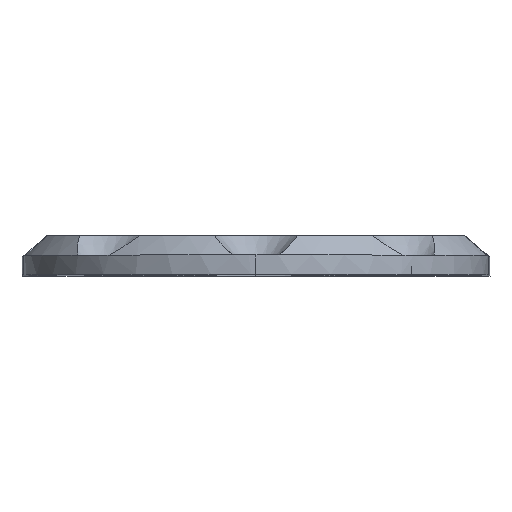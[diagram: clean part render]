
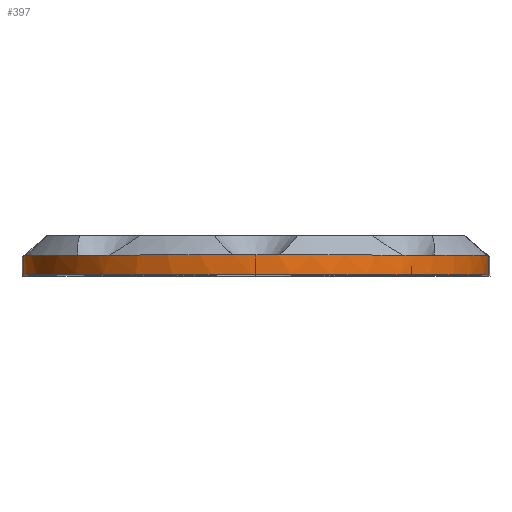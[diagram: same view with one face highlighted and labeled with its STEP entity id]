
A CAD part, top view. The second image highlights one B-rep face of the part: STEP entity #397.
In plain terms, the highlighted cylindrical face has radius 47.669 mm (diameter 95.339 mm), a partial arc.
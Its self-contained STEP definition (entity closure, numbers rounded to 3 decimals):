
#46 = DIRECTION ( 'NONE',  ( 0., 0., 1. ) ) ;
#49 = CARTESIAN_POINT ( 'NONE',  ( 13.201, 4., -9.564 ) ) ;
#76 = AXIS2_PLACEMENT_3D ( 'NONE', #4067, #2131, #200 ) ;
#150 = CARTESIAN_POINT ( 'NONE',  ( 13.201, 4., -9.564 ) ) ;
#152 = AXIS2_PLACEMENT_3D ( 'NONE', #1716, #2168, #3311 ) ;
#169 = ORIENTED_EDGE ( 'NONE', *, *, #4553, .F. ) ;
#180 = ORIENTED_EDGE ( 'NONE', *, *, #1597, .F. ) ;
#191 = EDGE_CURVE ( 'NONE', #2883, #2807, #4930, .T. ) ;
#200 = DIRECTION ( 'NONE',  ( 0., 0., 1. ) ) ;
#202 = DIRECTION ( 'NONE',  ( 0., -1., 0. ) ) ;
#224 = CARTESIAN_POINT ( 'NONE',  ( 13.201, 4., -9.564 ) ) ;
#273 = CARTESIAN_POINT ( 'NONE',  ( 13.201, 8., -9.564 ) ) ;
#275 = DIRECTION ( 'NONE',  ( 0., 0., 1. ) ) ;
#318 = EDGE_CURVE ( 'NONE', #1402, #1832, #2715, .T. ) ;
#394 = ORIENTED_EDGE ( 'NONE', *, *, #2940, .T. ) ;
#397 = ADVANCED_FACE ( 'NONE', ( #3802 ), #2227, .T. ) ;
#401 = CARTESIAN_POINT ( 'NONE',  ( -27.786, -122.043, -33.905 ) ) ;
#449 = ORIENTED_EDGE ( 'NONE', *, *, #3944, .T. ) ;
#460 = VERTEX_POINT ( 'NONE', #3346 ) ;
#505 = CARTESIAN_POINT ( 'NONE',  ( 44.942, -122.043, -45.129 ) ) ;
#545 = DIRECTION ( 'NONE',  ( 0., 1., 0. ) ) ;
#566 = ORIENTED_EDGE ( 'NONE', *, *, #318, .F. ) ;
#678 = DIRECTION ( 'NONE',  ( 0., 0., 1. ) ) ;
#680 = CARTESIAN_POINT ( 'NONE',  ( 44.942, 0., -45.129 ) ) ;
#688 = CARTESIAN_POINT ( 'NONE',  ( 13.201, 4., -9.564 ) ) ;
#761 = ORIENTED_EDGE ( 'NONE', *, *, #4782, .T. ) ;
#800 = CARTESIAN_POINT ( 'NONE',  ( 13.201, 4., -9.564 ) ) ;
#881 = CARTESIAN_POINT ( 'NONE',  ( 13.201, 0., -9.564 ) ) ;
#889 = CIRCLE ( 'NONE', #152, 47.669 ) ;
#904 = ORIENTED_EDGE ( 'NONE', *, *, #1837, .F. ) ;
#967 = CARTESIAN_POINT ( 'NONE',  ( -27.786, 0., -33.905 ) ) ;
#1019 = DIRECTION ( 'NONE',  ( 0., 0., 1. ) ) ;
#1021 = AXIS2_PLACEMENT_3D ( 'NONE', #273, #1875, #2655 ) ;
#1052 = ORIENTED_EDGE ( 'NONE', *, *, #3151, .F. ) ;
#1091 = DIRECTION ( 'NONE',  ( 0., 1., 0. ) ) ;
#1134 = CARTESIAN_POINT ( 'NONE',  ( -23.296, 4., 21.101 ) ) ;
#1167 = DIRECTION ( 'NONE',  ( 0., 1., 0. ) ) ;
#1274 = ORIENTED_EDGE ( 'NONE', *, *, #3331, .T. ) ;
#1291 = DIRECTION ( 'NONE',  ( 0., 1., 0. ) ) ;
#1328 = ORIENTED_EDGE ( 'NONE', *, *, #4087, .F. ) ;
#1354 = VERTEX_POINT ( 'NONE', #3165 ) ;
#1402 = VERTEX_POINT ( 'NONE', #3213 ) ;
#1443 = DIRECTION ( 'NONE',  ( 0., 1., 0. ) ) ;
#1502 = AXIS2_PLACEMENT_3D ( 'NONE', #2029, #1626, #46 ) ;
#1562 = CIRCLE ( 'NONE', #3495, 47.669 ) ;
#1597 = EDGE_CURVE ( 'NONE', #2883, #1354, #2979, .T. ) ;
#1626 = DIRECTION ( 'NONE',  ( 0., -1., 0. ) ) ;
#1643 = CARTESIAN_POINT ( 'NONE',  ( 43.321, 4., 27.384 ) ) ;
#1673 = DIRECTION ( 'NONE',  ( 0., 1., 0. ) ) ;
#1704 = CIRCLE ( 'NONE', #1864, 47.669 ) ;
#1716 = CARTESIAN_POINT ( 'NONE',  ( 13.201, 4., -9.564 ) ) ;
#1719 = CIRCLE ( 'NONE', #3171, 47.669 ) ;
#1735 = CARTESIAN_POINT ( 'NONE',  ( 60.719, 4., -13.353 ) ) ;
#1832 = VERTEX_POINT ( 'NONE', #4737 ) ;
#1837 = EDGE_CURVE ( 'NONE', #460, #3572, #889, .T. ) ;
#1839 = ORIENTED_EDGE ( 'NONE', *, *, #2356, .T. ) ;
#1864 = AXIS2_PLACEMENT_3D ( 'NONE', #4070, #202, #275 ) ;
#1871 = VERTEX_POINT ( 'NONE', #967 ) ;
#1875 = DIRECTION ( 'NONE',  ( 0., -1., 0. ) ) ;
#1877 = DIRECTION ( 'NONE',  ( 0., 0., 1. ) ) ;
#2022 = ORIENTED_EDGE ( 'NONE', *, *, #2766, .T. ) ;
#2029 = CARTESIAN_POINT ( 'NONE',  ( 13.201, 4., -9.564 ) ) ;
#2090 = CARTESIAN_POINT ( 'NONE',  ( -16.92, 4., 27.384 ) ) ;
#2131 = DIRECTION ( 'NONE',  ( 0., -1., 0. ) ) ;
#2137 = VERTEX_POINT ( 'NONE', #680 ) ;
#2147 = ORIENTED_EDGE ( 'NONE', *, *, #4751, .F. ) ;
#2151 = CARTESIAN_POINT ( 'NONE',  ( 13.201, 4., -9.564 ) ) ;
#2168 = DIRECTION ( 'NONE',  ( 0., 1., 0. ) ) ;
#2227 = CYLINDRICAL_SURFACE ( 'NONE', #1021, 47.669 ) ;
#2356 = EDGE_CURVE ( 'NONE', #1871, #2137, #3477, .T. ) ;
#2379 = VERTEX_POINT ( 'NONE', #2090 ) ;
#2439 = VERTEX_POINT ( 'NONE', #1735 ) ;
#2516 = AXIS2_PLACEMENT_3D ( 'NONE', #800, #1673, #4373 ) ;
#2600 = AXIS2_PLACEMENT_3D ( 'NONE', #3002, #2620, #678 ) ;
#2620 = DIRECTION ( 'NONE',  ( 0., -1., 0. ) ) ;
#2625 = VERTEX_POINT ( 'NONE', #2812 ) ;
#2655 = DIRECTION ( 'NONE',  ( 0., 0., -1. ) ) ;
#2715 = CIRCLE ( 'NONE', #4021, 47.669 ) ;
#2762 = DIRECTION ( 'NONE',  ( 0., 1., 0. ) ) ;
#2766 = EDGE_CURVE ( 'NONE', #5037, #1354, #4720, .T. ) ;
#2782 = CARTESIAN_POINT ( 'NONE',  ( -27.786, 4., -33.905 ) ) ;
#2787 = CARTESIAN_POINT ( 'NONE',  ( 13.201, 4., -9.564 ) ) ;
#2807 = VERTEX_POINT ( 'NONE', #2782 ) ;
#2812 = CARTESIAN_POINT ( 'NONE',  ( 60.629, 4., -4.771 ) ) ;
#2883 = VERTEX_POINT ( 'NONE', #4006 ) ;
#2923 = EDGE_CURVE ( 'NONE', #2625, #4960, #4060, .T. ) ;
#2940 = EDGE_CURVE ( 'NONE', #1402, #2379, #1704, .T. ) ;
#2979 = CIRCLE ( 'NONE', #4458, 47.669 ) ;
#3002 = CARTESIAN_POINT ( 'NONE',  ( 13.201, 4., -9.564 ) ) ;
#3023 = EDGE_LOOP ( 'NONE', ( #169, #2022, #180, #3537, #1052, #1839, #1274, #904, #761, #1328, #4289, #2147, #449, #566, #394 ) ) ;
#3088 = LINE ( 'NONE', #401, #4309 ) ;
#3125 = CARTESIAN_POINT ( 'NONE',  ( 49.697, 4., 21.101 ) ) ;
#3140 = DIRECTION ( 'NONE',  ( 0., 0., 1. ) ) ;
#3146 = AXIS2_PLACEMENT_3D ( 'NONE', #881, #545, #4028 ) ;
#3151 = EDGE_CURVE ( 'NONE', #1871, #2807, #3088, .T. ) ;
#3165 = CARTESIAN_POINT ( 'NONE',  ( -34.227, 4., -4.771 ) ) ;
#3171 = AXIS2_PLACEMENT_3D ( 'NONE', #2787, #1443, #4920 ) ;
#3213 = CARTESIAN_POINT ( 'NONE',  ( 8.66, 4., 37.889 ) ) ;
#3253 = CIRCLE ( 'NONE', #2600, 47.669 ) ;
#3296 = DIRECTION ( 'NONE',  ( 0., 0., 1. ) ) ;
#3311 = DIRECTION ( 'NONE',  ( 0., 0., 1. ) ) ;
#3331 = EDGE_CURVE ( 'NONE', #2137, #3572, #4367, .T. ) ;
#3346 = CARTESIAN_POINT ( 'NONE',  ( 49.889, 4., -40. ) ) ;
#3418 = CIRCLE ( 'NONE', #2516, 47.669 ) ;
#3467 = CARTESIAN_POINT ( 'NONE',  ( 44.942, 4., -45.129 ) ) ;
#3477 = CIRCLE ( 'NONE', #3146, 47.669 ) ;
#3495 = AXIS2_PLACEMENT_3D ( 'NONE', #49, #4015, #3993 ) ;
#3537 = ORIENTED_EDGE ( 'NONE', *, *, #191, .T. ) ;
#3572 = VERTEX_POINT ( 'NONE', #3467 ) ;
#3670 = VERTEX_POINT ( 'NONE', #1643 ) ;
#3802 = FACE_OUTER_BOUND ( 'NONE', #3023, .T. ) ;
#3895 = AXIS2_PLACEMENT_3D ( 'NONE', #224, #4850, #3296 ) ;
#3944 = EDGE_CURVE ( 'NONE', #3670, #1832, #3253, .T. ) ;
#3993 = DIRECTION ( 'NONE',  ( 0., 0., 1. ) ) ;
#3999 = CIRCLE ( 'NONE', #4494, 47.669 ) ;
#4006 = CARTESIAN_POINT ( 'NONE',  ( -34.318, 4., -13.353 ) ) ;
#4015 = DIRECTION ( 'NONE',  ( 0., 1., 0. ) ) ;
#4021 = AXIS2_PLACEMENT_3D ( 'NONE', #2151, #1291, #1019 ) ;
#4028 = DIRECTION ( 'NONE',  ( 0., 0., 1. ) ) ;
#4060 = CIRCLE ( 'NONE', #3895, 47.669 ) ;
#4067 = CARTESIAN_POINT ( 'NONE',  ( 13.201, 4., -9.564 ) ) ;
#4070 = CARTESIAN_POINT ( 'NONE',  ( 13.201, 4., -9.564 ) ) ;
#4087 = EDGE_CURVE ( 'NONE', #2625, #2439, #3418, .T. ) ;
#4289 = ORIENTED_EDGE ( 'NONE', *, *, #2923, .T. ) ;
#4309 = VECTOR ( 'NONE', #1167, 1000. ) ;
#4312 = VECTOR ( 'NONE', #2762, 1000. ) ;
#4367 = LINE ( 'NONE', #505, #4312 ) ;
#4373 = DIRECTION ( 'NONE',  ( 0., 0., 1. ) ) ;
#4458 = AXIS2_PLACEMENT_3D ( 'NONE', #688, #1091, #1877 ) ;
#4494 = AXIS2_PLACEMENT_3D ( 'NONE', #150, #4825, #3140 ) ;
#4553 = EDGE_CURVE ( 'NONE', #5037, #2379, #1719, .T. ) ;
#4720 = CIRCLE ( 'NONE', #76, 47.669 ) ;
#4737 = CARTESIAN_POINT ( 'NONE',  ( 17.742, 4., 37.889 ) ) ;
#4751 = EDGE_CURVE ( 'NONE', #3670, #4960, #1562, .T. ) ;
#4782 = EDGE_CURVE ( 'NONE', #460, #2439, #3999, .T. ) ;
#4825 = DIRECTION ( 'NONE',  ( 0., -1., 0. ) ) ;
#4850 = DIRECTION ( 'NONE',  ( 0., -1., 0. ) ) ;
#4920 = DIRECTION ( 'NONE',  ( 0., 0., 1. ) ) ;
#4930 = CIRCLE ( 'NONE', #1502, 47.669 ) ;
#4960 = VERTEX_POINT ( 'NONE', #3125 ) ;
#5037 = VERTEX_POINT ( 'NONE', #1134 ) ;
